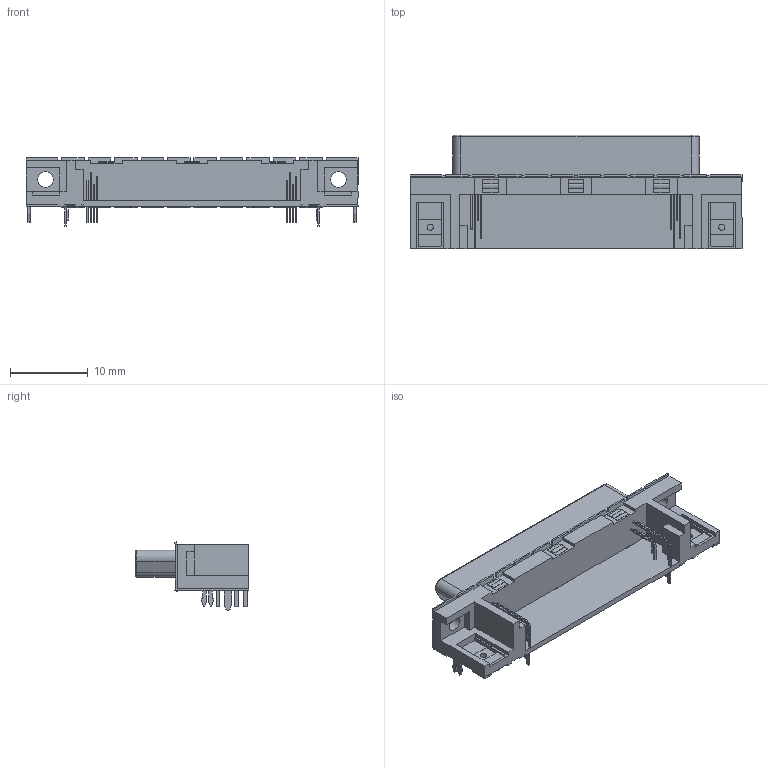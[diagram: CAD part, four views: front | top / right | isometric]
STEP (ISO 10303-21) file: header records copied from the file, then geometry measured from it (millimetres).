
FILE_DESCRIPTION((''),'2;1');
FILE_NAME('MOLEX_71430-0008.stp','2014-05-05T11:28:31',(''),(''),'Mechanical Desktop 2011','Mechanical Desktop 2011',', , ');
FILE_SCHEMA(('AUTOMOTIVE_DESIGN { 1 2 10303 214 1 1 1 1 }'));
Length unit declared in the file: millimetre
Products named in the file (1): Product
Bounding box: 42.7 x 14.65 x 8.76 mm (x, y, z)
Volume: 1320.8 mm3; surface area: 4002.7 mm2
Topology: 96 solids, 96 shells, 970 faces, 2280 edges, 1506 vertices
Faces by surface type: plane 711, cylinder 148, bspline 107, torus 4
Entity records: 27428 total; most frequent: CARTESIAN_POINT 5078, ORIENTED_EDGE 4560, DIRECTION 4304, EDGE_CURVE 2280, VECTOR 1984, LINE 1984, VERTEX_POINT 1506, AXIS2_PLACEMENT_3D 1160
